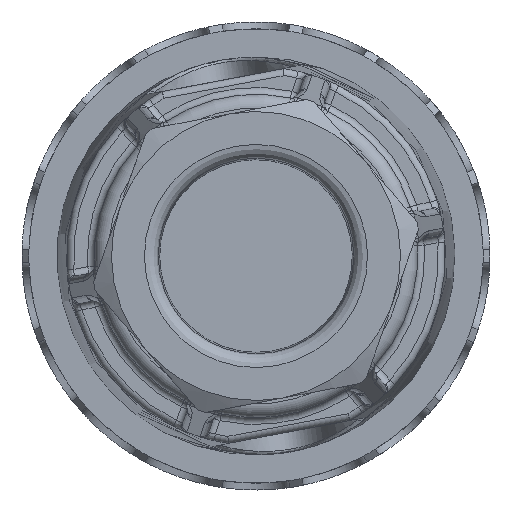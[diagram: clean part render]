
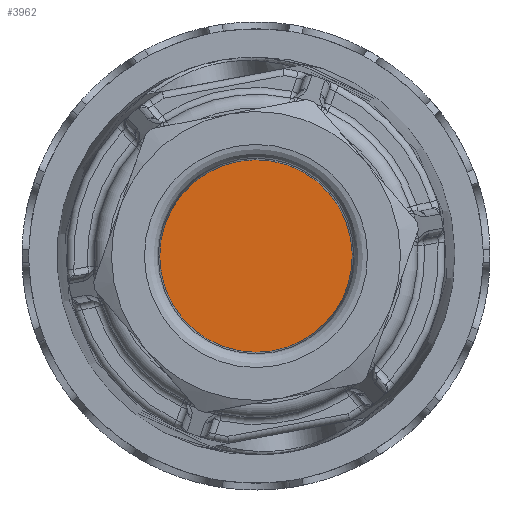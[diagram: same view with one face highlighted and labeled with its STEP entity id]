
A CAD part, front view. The second image highlights one B-rep face of the part: STEP entity #3962.
In plain terms, the highlighted planar face has unit normal (0, -1, 0).
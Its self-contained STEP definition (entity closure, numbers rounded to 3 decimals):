
#1830=FACE_OUTER_BOUND('',#10512,.T.);
#2588=PLANE('',#26014);
#3962=ADVANCED_FACE('',(#1830),#2588,.T.);
#10512=EDGE_LOOP('',(#17511));
#17511=ORIENTED_EDGE('',*,*,#23285,.T.);
#19797=VERTEX_POINT('',#44642);
#23285=EDGE_CURVE('',#19797,#19797,#24067,.T.);
#24067=CIRCLE('',#25984,6.998);
#25984=AXIS2_PLACEMENT_3D('',#44641,#31903,#31904);
#26014=AXIS2_PLACEMENT_3D('',#45036,#31975,#31976);
#31903=DIRECTION('',(0.,-1.,0.));
#31904=DIRECTION('',(0.,0.,-1.));
#31975=DIRECTION('',(0.,-1.,0.));
#31976=DIRECTION('',(0.,0.,-1.));
#44641=CARTESIAN_POINT('',(-4.729,-84.182,0.232));
#44642=CARTESIAN_POINT('',(-4.729,-84.182,-6.765));
#45036=CARTESIAN_POINT('',(-4.729,-84.182,0.232));
